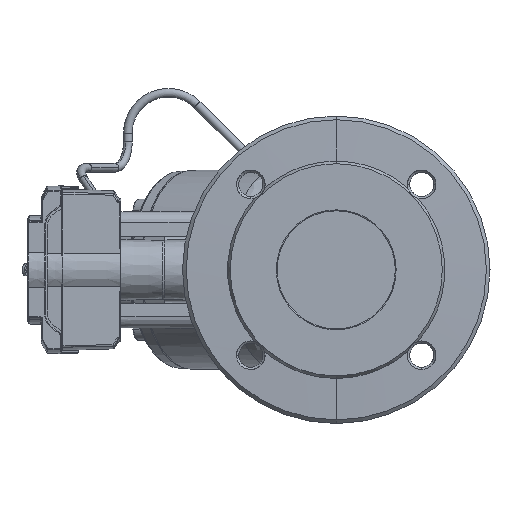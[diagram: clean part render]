
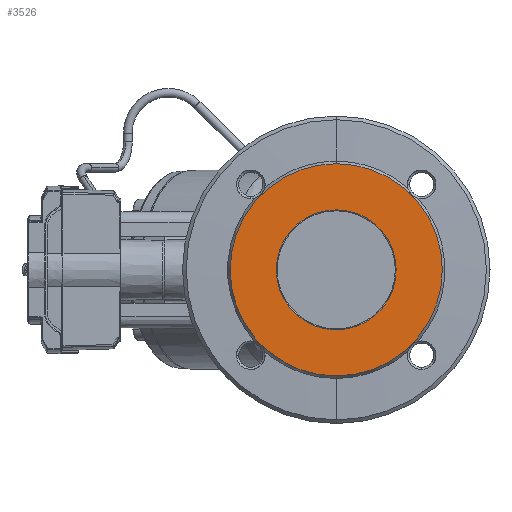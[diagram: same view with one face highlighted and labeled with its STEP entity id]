
A CAD part, left-side view. The second image highlights one B-rep face of the part: STEP entity #3526.
In plain terms, the highlighted planar face has unit normal (-1, 0, 0).
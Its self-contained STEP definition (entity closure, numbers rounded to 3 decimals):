
#2467 = FACE_OUTER_BOUND ( 'NONE', #9650, .T. ) ;
#3526 = ADVANCED_FACE ( 'NONE', ( #2467, #21524 ), #56765, .T. ) ;
#6216 = DIRECTION ( 'NONE',  ( -1., 0., 0. ) ) ;
#7981 = CARTESIAN_POINT ( 'NONE',  ( -160., 0., 0. ) ) ;
#8661 = EDGE_CURVE ( 'NONE', #48469, #12948, #52749, .T. ) ;
#9650 = EDGE_LOOP ( 'NONE', ( #16603, #46502 ) ) ;
#11015 = EDGE_CURVE ( 'NONE', #28695, #14985, #12671, .T. ) ;
#11487 = CIRCLE ( 'NONE', #36274, 34.65 ) ;
#11650 = AXIS2_PLACEMENT_3D ( 'NONE', #31712, #47229, #42390 ) ;
#12109 = EDGE_CURVE ( 'NONE', #14985, #28695, #42672, .T. ) ;
#12671 = CIRCLE ( 'NONE', #11650, 61.352 ) ;
#12948 = VERTEX_POINT ( 'NONE', #40630 ) ;
#13216 = AXIS2_PLACEMENT_3D ( 'NONE', #41263, #27351, #60958 ) ;
#13617 = DIRECTION ( 'NONE',  ( 0., 0., 1. ) ) ;
#13764 = AXIS2_PLACEMENT_3D ( 'NONE', #38218, #57897, #13617 ) ;
#14985 = VERTEX_POINT ( 'NONE', #22330 ) ;
#16603 = ORIENTED_EDGE ( 'NONE', *, *, #11015, .F. ) ;
#21524 = FACE_BOUND ( 'NONE', #38626, .T. ) ;
#21700 = DIRECTION ( 'NONE',  ( 0., 0., 1. ) ) ;
#21735 = CARTESIAN_POINT ( 'NONE',  ( -160., 0., 34.65 ) ) ;
#22330 = CARTESIAN_POINT ( 'NONE',  ( -160., 0., 61.352 ) ) ;
#23140 = DIRECTION ( 'NONE',  ( 0., 0., 1. ) ) ;
#27351 = DIRECTION ( 'NONE',  ( -1., 0., 0. ) ) ;
#28695 = VERTEX_POINT ( 'NONE', #57270 ) ;
#30721 = ORIENTED_EDGE ( 'NONE', *, *, #8661, .F. ) ;
#31712 = CARTESIAN_POINT ( 'NONE',  ( -160., 0., 0. ) ) ;
#34010 = EDGE_CURVE ( 'NONE', #12948, #48469, #11487, .T. ) ;
#36274 = AXIS2_PLACEMENT_3D ( 'NONE', #7981, #48047, #23140 ) ;
#38218 = CARTESIAN_POINT ( 'NONE',  ( -160., 0., 0. ) ) ;
#38626 = EDGE_LOOP ( 'NONE', ( #30721, #41212 ) ) ;
#40630 = CARTESIAN_POINT ( 'NONE',  ( -160., 0., -34.65 ) ) ;
#41212 = ORIENTED_EDGE ( 'NONE', *, *, #34010, .F. ) ;
#41263 = CARTESIAN_POINT ( 'NONE',  ( -160., 59., 0. ) ) ;
#42390 = DIRECTION ( 'NONE',  ( 0., 0., 1. ) ) ;
#42672 = CIRCLE ( 'NONE', #13764, 61.352 ) ;
#43488 = AXIS2_PLACEMENT_3D ( 'NONE', #56286, #6216, #21700 ) ;
#46502 = ORIENTED_EDGE ( 'NONE', *, *, #12109, .F. ) ;
#47229 = DIRECTION ( 'NONE',  ( 1., 0., 0. ) ) ;
#48047 = DIRECTION ( 'NONE',  ( -1., 0., 0. ) ) ;
#48469 = VERTEX_POINT ( 'NONE', #21735 ) ;
#52749 = CIRCLE ( 'NONE', #43488, 34.65 ) ;
#56286 = CARTESIAN_POINT ( 'NONE',  ( -160., 0., 0. ) ) ;
#56765 = PLANE ( 'NONE',  #13216 ) ;
#57270 = CARTESIAN_POINT ( 'NONE',  ( -160., 0., -61.352 ) ) ;
#57897 = DIRECTION ( 'NONE',  ( 1., 0., 0. ) ) ;
#60958 = DIRECTION ( 'NONE',  ( 0., 0., 1. ) ) ;
